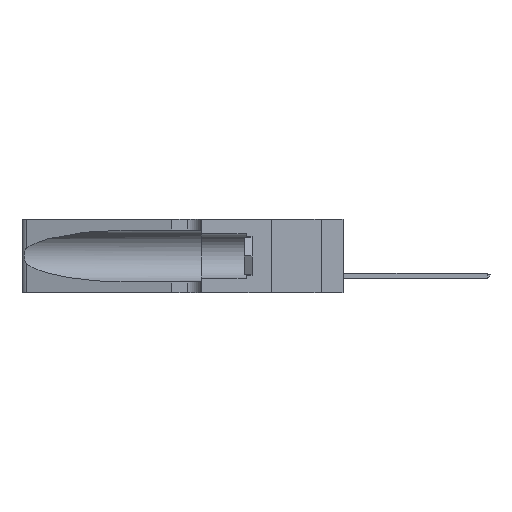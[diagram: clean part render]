
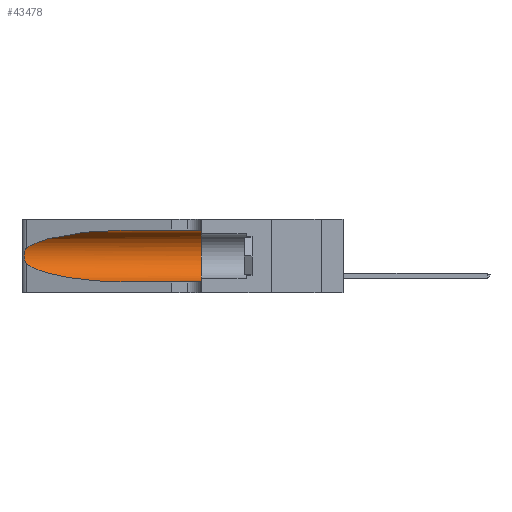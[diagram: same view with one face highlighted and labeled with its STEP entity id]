
A CAD part, left-side view. The second image highlights one B-rep face of the part: STEP entity #43478.
In plain terms, the highlighted cylindrical face has radius 3.308 mm (diameter 6.617 mm), a partial arc.
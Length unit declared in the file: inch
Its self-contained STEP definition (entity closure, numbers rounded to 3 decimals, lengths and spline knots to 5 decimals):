
#744 = VECTOR ( 'NONE', #17047, 39.37008 ) ;
#995 = EDGE_LOOP ( 'NONE', ( #8474, #1352, #43934, #11035, #35035, #39476 ) ) ;
#1066 = DIRECTION ( 'NONE',  ( 0., -1., 0. ) ) ;
#1238 = CARTESIAN_POINT ( 'NONE',  ( 0.25487, 1.22718, 0.22369 ) ) ;
#1352 = ORIENTED_EDGE ( 'NONE', *, *, #19953, .T. ) ;
#1405 = CARTESIAN_POINT ( 'NONE',  ( 0.1305, 0.35, 0.05475 ) ) ;
#2225 = CYLINDRICAL_SURFACE ( 'NONE', #32904, 0.13025 ) ;
#2821 = CARTESIAN_POINT ( 'NONE',  ( 0.25555, 1.22994, 0.2215 ) ) ;
#4207 = VERTEX_POINT ( 'NONE', #38239 ) ;
#4886 =( BOUNDED_CURVE ( )  B_SPLINE_CURVE ( 3, ( #5250, #28476, #47088, #1238 ),
 .UNSPECIFIED., .F., .F. ) 
 B_SPLINE_CURVE_WITH_KNOTS ( ( 4, 4 ),
 ( 1.5708, 2.84003 ),
 .UNSPECIFIED. ) 
 CURVE ( )  GEOMETRIC_REPRESENTATION_ITEM ( )  RATIONAL_B_SPLINE_CURVE ( ( 1., 0.87, 0.87, 1. ) ) 
 REPRESENTATION_ITEM ( '' )  );
#5250 = CARTESIAN_POINT ( 'NONE',  ( 0.1305, 0.72297, 0.31525 ) ) ;
#5551 = LINE ( 'NONE', #8315, #744 ) ;
#7417 = DIRECTION ( 'NONE',  ( 0., 1., 0. ) ) ;
#7844 = VECTOR ( 'NONE', #1066, 39.37008 ) ;
#8315 = CARTESIAN_POINT ( 'NONE',  ( 0.1305, 1.61858, 0.31525 ) ) ;
#8474 = ORIENTED_EDGE ( 'NONE', *, *, #42626, .T. ) ;
#9183 = CARTESIAN_POINT ( 'NONE',  ( 0.1305, 0.72297, 0.31525 ) ) ;
#9635 = LINE ( 'NONE', #31689, #7844 ) ;
#10229 = DIRECTION ( 'NONE',  ( 0., 0., -1. ) ) ;
#10522 = VERTEX_POINT ( 'NONE', #47097 ) ;
#11035 = ORIENTED_EDGE ( 'NONE', *, *, #33444, .T. ) ;
#11076 = CARTESIAN_POINT ( 'NONE',  ( 0.25787, 1.23484, 0.2124 ) ) ;
#11400 = CARTESIAN_POINT ( 'NONE',  ( 0.25856, 1.23593, 0.16098 ) ) ;
#14917 = CARTESIAN_POINT ( 'NONE',  ( 0.25789, 1.23486, 0.15765 ) ) ;
#15100 = CARTESIAN_POINT ( 'NONE',  ( 0.26018, 1.23835, 0.19895 ) ) ;
#17047 = DIRECTION ( 'NONE',  ( 0., -1., 0. ) ) ;
#17179 = EDGE_CURVE ( 'NONE', #48391, #30217, #31130, .T. ) ;
#18459 = CARTESIAN_POINT ( 'NONE',  ( 0.25555, 1.22993, 0.14849 ) ) ;
#19953 = EDGE_CURVE ( 'NONE', #28166, #4207, #45844, .T. ) ;
#21969 = CARTESIAN_POINT ( 'NONE',  ( 0.1305, 0.35, 0.31525 ) ) ;
#25075 = FACE_OUTER_BOUND ( 'NONE', #995, .T. ) ;
#25720 = EDGE_CURVE ( 'NONE', #4207, #10522, #43669, .T. ) ;
#25836 = CARTESIAN_POINT ( 'NONE',  ( 0.1305, 1.61858, 0.185 ) ) ;
#26064 = CARTESIAN_POINT ( 'NONE',  ( 0.2373, 1.15595, 0.08982 ) ) ;
#28166 = VERTEX_POINT ( 'NONE', #34706 ) ;
#28476 = CARTESIAN_POINT ( 'NONE',  ( 0.18966, 0.96281, 0.31525 ) ) ;
#29905 = CARTESIAN_POINT ( 'NONE',  ( 0.26017, 1.23833, 0.17102 ) ) ;
#30217 = VERTEX_POINT ( 'NONE', #1405 ) ;
#30288 = CARTESIAN_POINT ( 'NONE',  ( 0.18966, 0.96281, 0.05475 ) ) ;
#30403 = CARTESIAN_POINT ( 'NONE',  ( 0.25487, 1.22718, 0.14631 ) ) ;
#31130 = CIRCLE ( 'NONE', #36380, 0.13025 ) ;
#31689 = CARTESIAN_POINT ( 'NONE',  ( 0.1305, 1.61858, 0.05475 ) ) ;
#32904 = AXIS2_PLACEMENT_3D ( 'NONE', #25836, #40825, #10229 ) ;
#33444 = EDGE_CURVE ( 'NONE', #10522, #30217, #9635, .T. ) ;
#33488 = CARTESIAN_POINT ( 'NONE',  ( 0.1305, 0.35, 0.185 ) ) ;
#34706 = CARTESIAN_POINT ( 'NONE',  ( 0.25487, 1.22718, 0.22369 ) ) ;
#35035 = ORIENTED_EDGE ( 'NONE', *, *, #17179, .F. ) ;
#36380 = AXIS2_PLACEMENT_3D ( 'NONE', #33488, #7417, #41040 ) ;
#37685 = CARTESIAN_POINT ( 'NONE',  ( 0.1305, 0.72297, 0.05475 ) ) ;
#38239 = CARTESIAN_POINT ( 'NONE',  ( 0.25487, 1.22718, 0.14631 ) ) ;
#38348 = CARTESIAN_POINT ( 'NONE',  ( 0.25487, 1.22718, 0.14631 ) ) ;
#38882 = EDGE_CURVE ( 'NONE', #42048, #48391, #5551, .T. ) ;
#39476 = ORIENTED_EDGE ( 'NONE', *, *, #38882, .F. ) ;
#40825 = DIRECTION ( 'NONE',  ( 0., -1., 0. ) ) ;
#41040 = DIRECTION ( 'NONE',  ( 0., 0., 1. ) ) ;
#41485 = CARTESIAN_POINT ( 'NONE',  ( 0.25639, 1.23184, 0.21858 ) ) ;
#42048 = VERTEX_POINT ( 'NONE', #9183 ) ;
#42626 = EDGE_CURVE ( 'NONE', #42048, #28166, #4886, .T. ) ;
#43478 = ADVANCED_FACE ( 'NONE', ( #25075 ), #2225, .F. ) ;
#43669 =( BOUNDED_CURVE ( )  B_SPLINE_CURVE ( 3, ( #38348, #26064, #30288, #37685 ),
 .UNSPECIFIED., .F., .T. ) 
 B_SPLINE_CURVE_WITH_KNOTS ( ( 4, 4 ),
 ( 3.44316, 4.71239 ),
 .UNSPECIFIED. ) 
 CURVE ( )  GEOMETRIC_REPRESENTATION_ITEM ( )  RATIONAL_B_SPLINE_CURVE ( ( 1., 0.87, 0.87, 1. ) ) 
 REPRESENTATION_ITEM ( '' )  );
#43934 = ORIENTED_EDGE ( 'NONE', *, *, #25720, .T. ) ;
#45483 = CARTESIAN_POINT ( 'NONE',  ( 0.25854, 1.2359, 0.20912 ) ) ;
#45820 = CARTESIAN_POINT ( 'NONE',  ( 0.26075, 1.23896, 0.178 ) ) ;
#45844 = B_SPLINE_CURVE_WITH_KNOTS ( 'NONE', 3,
 ( #48502, #2821, #41485, #11076, #45483, #15100, #49167, #45820, #29905, #11400, #14917, #49005, #18459, #30403 ),
 .UNSPECIFIED., .F., .F.,
 ( 4, 2, 2, 2, 2, 2, 4 ),
 ( 0., 0.00027, 0.00053, 0.00107, 0.0016, 0.00187, 0.00214 ),
 .UNSPECIFIED. ) ;
#47088 = CARTESIAN_POINT ( 'NONE',  ( 0.2373, 1.15595, 0.28018 ) ) ;
#47097 = CARTESIAN_POINT ( 'NONE',  ( 0.1305, 0.72297, 0.05475 ) ) ;
#48391 = VERTEX_POINT ( 'NONE', #21969 ) ;
#48502 = CARTESIAN_POINT ( 'NONE',  ( 0.25487, 1.22718, 0.22369 ) ) ;
#49005 = CARTESIAN_POINT ( 'NONE',  ( 0.25639, 1.23186, 0.15144 ) ) ;
#49167 = CARTESIAN_POINT ( 'NONE',  ( 0.26075, 1.23896, 0.19203 ) ) ;
